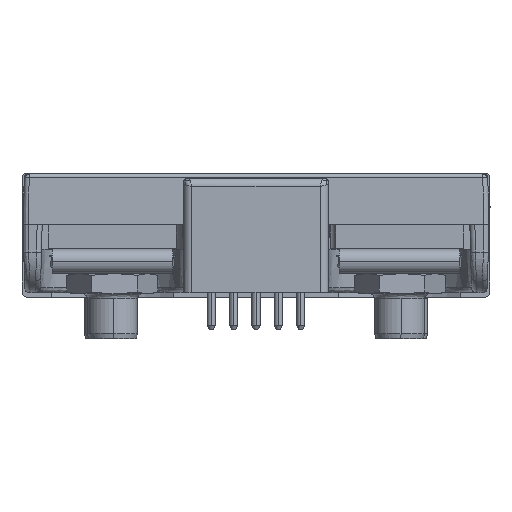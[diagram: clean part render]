
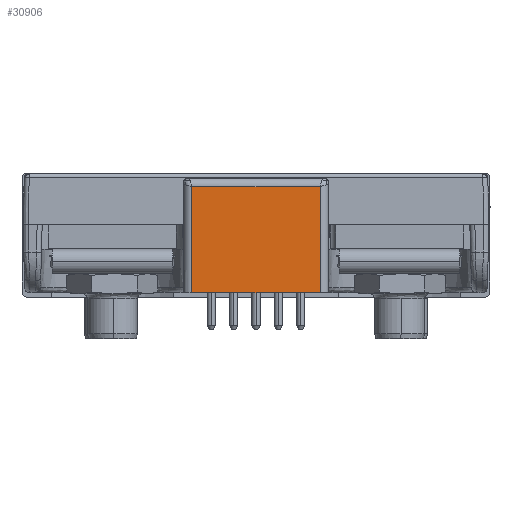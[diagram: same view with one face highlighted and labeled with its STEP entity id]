
A CAD part, left-side view. The second image highlights one B-rep face of the part: STEP entity #30906.
In plain terms, the highlighted planar face has unit normal (-1, 0, 0).
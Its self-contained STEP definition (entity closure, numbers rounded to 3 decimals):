
#6369 = CARTESIAN_POINT ( 'NONE',  ( -217.35, 167.41, -15.328 ) ) ;
#6448 = VERTEX_POINT ( 'NONE', #57892 ) ;
#8255 = AXIS2_PLACEMENT_3D ( 'NONE', #90515, #20983, #52335 ) ;
#13235 = EDGE_CURVE ( 'NONE', #64698, #69096, #44626, .T. ) ;
#18886 = FACE_OUTER_BOUND ( 'NONE', #43283, .T. ) ;
#20983 = DIRECTION ( 'NONE',  ( 1., 0., 0. ) ) ;
#27699 = DIRECTION ( 'NONE',  ( 0., 0., 1. ) ) ;
#30906 = ADVANCED_FACE ( 'NONE', ( #18886 ), #96840, .F. ) ;
#36542 = CARTESIAN_POINT ( 'NONE',  ( -217.35, 177.167, -7.261 ) ) ;
#36613 = EDGE_CURVE ( 'NONE', #6448, #64698, #72220, .T. ) ;
#41082 = CARTESIAN_POINT ( 'NONE',  ( -217.35, 177.167, -8.089 ) ) ;
#43283 = EDGE_LOOP ( 'NONE', ( #58670, #76978, #59484, #81576 ) ) ;
#44626 = LINE ( 'NONE', #6369, #92208 ) ;
#52335 = DIRECTION ( 'NONE',  ( 0., 0., -1. ) ) ;
#57892 = CARTESIAN_POINT ( 'NONE',  ( -217.35, 167.41, -7.261 ) ) ;
#58670 = ORIENTED_EDGE ( 'NONE', *, *, #69470, .F. ) ;
#58964 = LINE ( 'NONE', #75073, #98094 ) ;
#59144 = VECTOR ( 'NONE', #75591, 1000. ) ;
#59484 = ORIENTED_EDGE ( 'NONE', *, *, #36613, .F. ) ;
#60126 = DIRECTION ( 'NONE',  ( 0., -1., 0. ) ) ;
#60169 = CARTESIAN_POINT ( 'NONE',  ( -217.35, 177.167, -15.328 ) ) ;
#64698 = VERTEX_POINT ( 'NONE', #98669 ) ;
#65279 = VECTOR ( 'NONE', #27699, 1000. ) ;
#69096 = VERTEX_POINT ( 'NONE', #60169 ) ;
#69470 = EDGE_CURVE ( 'NONE', #69096, #90385, #73568, .T. ) ;
#72220 = LINE ( 'NONE', #74259, #59144 ) ;
#73568 = LINE ( 'NONE', #41082, #65279 ) ;
#74259 = CARTESIAN_POINT ( 'NONE',  ( -217.35, 167.41, -8.089 ) ) ;
#75073 = CARTESIAN_POINT ( 'NONE',  ( -217.35, 165.658, -7.261 ) ) ;
#75591 = DIRECTION ( 'NONE',  ( 0., 0., -1. ) ) ;
#76029 = EDGE_CURVE ( 'NONE', #90385, #6448, #58964, .T. ) ;
#76978 = ORIENTED_EDGE ( 'NONE', *, *, #13235, .F. ) ;
#81576 = ORIENTED_EDGE ( 'NONE', *, *, #76029, .F. ) ;
#90385 = VERTEX_POINT ( 'NONE', #36542 ) ;
#90515 = CARTESIAN_POINT ( 'NONE',  ( -217.35, 165.658, -8.089 ) ) ;
#92208 = VECTOR ( 'NONE', #97188, 1000. ) ;
#96840 = PLANE ( 'NONE',  #8255 ) ;
#97188 = DIRECTION ( 'NONE',  ( 0., 1., 0. ) ) ;
#98094 = VECTOR ( 'NONE', #60126, 1000. ) ;
#98669 = CARTESIAN_POINT ( 'NONE',  ( -217.35, 167.41, -15.328 ) ) ;
